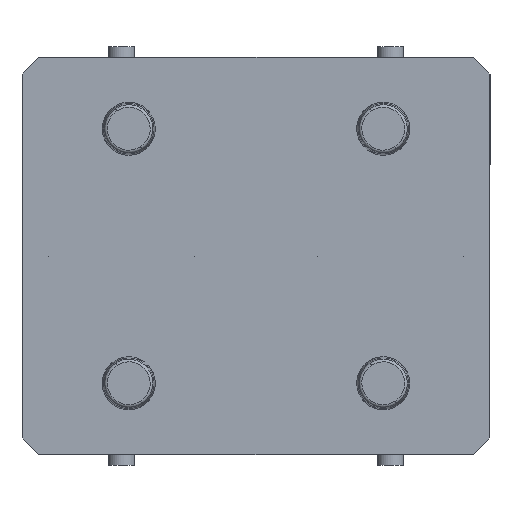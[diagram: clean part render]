
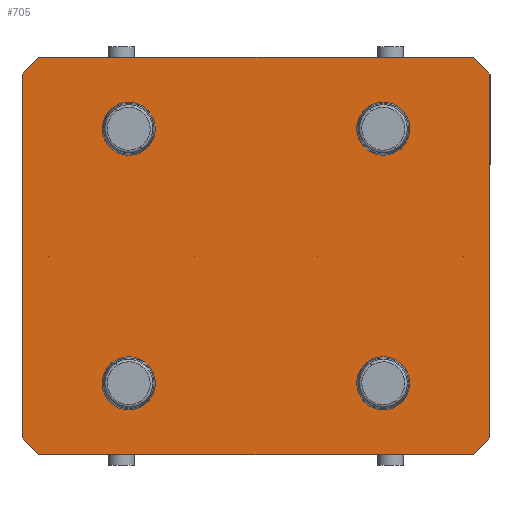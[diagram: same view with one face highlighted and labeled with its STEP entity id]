
A CAD part, front view. The second image highlights one B-rep face of the part: STEP entity #705.
In plain terms, the highlighted planar face has unit normal (0, -1, 0).
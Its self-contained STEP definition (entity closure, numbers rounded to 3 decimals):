
#54 = EDGE_CURVE ( 'NONE', #1994, #8065, #6109, .T. ) ;
#75 = FACE_OUTER_BOUND ( 'NONE', #4390, .T. ) ;
#78 = DIRECTION ( 'NONE',  ( 0., 1., 0. ) ) ;
#132 = CARTESIAN_POINT ( 'NONE',  ( 88.265, 0., 75. ) ) ;
#156 = CARTESIAN_POINT ( 'NONE',  ( -81.915, 0., -75. ) ) ;
#207 = FACE_BOUND ( 'NONE', #3936, .T. ) ;
#346 = ORIENTED_EDGE ( 'NONE', *, *, #5427, .T. ) ;
#399 = ORIENTED_EDGE ( 'NONE', *, *, #2835, .F. ) ;
#478 = ORIENTED_EDGE ( 'NONE', *, *, #502, .F. ) ;
#502 = EDGE_CURVE ( 'NONE', #8345, #7694, #9451, .T. ) ;
#532 = EDGE_CURVE ( 'NONE', #7737, #7153, #2827, .T. ) ;
#689 = ORIENTED_EDGE ( 'NONE', *, *, #54, .F. ) ;
#705 = ADVANCED_FACE ( 'NONE', ( #5872, #2318, #207, #5005, #75 ), #4103, .F. ) ;
#742 = DIRECTION ( 'NONE',  ( 0., 0., -1. ) ) ;
#903 = DIRECTION ( 'NONE',  ( -0.707, 0., 0.707 ) ) ;
#908 = VERTEX_POINT ( 'NONE', #2662 ) ;
#942 = DIRECTION ( 'NONE',  ( 0., 0., -1. ) ) ;
#971 = VERTEX_POINT ( 'NONE', #4473 ) ;
#973 = VERTEX_POINT ( 'NONE', #10059 ) ;
#1045 = EDGE_CURVE ( 'NONE', #971, #5397, #5461, .T. ) ;
#1157 = CARTESIAN_POINT ( 'NONE',  ( -48., 0., 48. ) ) ;
#1506 = CARTESIAN_POINT ( 'NONE',  ( 88.265, 0., 75. ) ) ;
#1603 = CARTESIAN_POINT ( 'NONE',  ( 81.915, 0., -75. ) ) ;
#1622 = CARTESIAN_POINT ( 'NONE',  ( 0., 0., 0. ) ) ;
#1892 = DIRECTION ( 'NONE',  ( 0., 0., 1. ) ) ;
#1978 = AXIS2_PLACEMENT_3D ( 'NONE', #1622, #78, #9678 ) ;
#1994 = VERTEX_POINT ( 'NONE', #6385 ) ;
#2043 = AXIS2_PLACEMENT_3D ( 'NONE', #4775, #4734, #742 ) ;
#2151 = CARTESIAN_POINT ( 'NONE',  ( 48., 0., 48. ) ) ;
#2318 = FACE_BOUND ( 'NONE', #9426, .T. ) ;
#2562 = LINE ( 'NONE', #4230, #8572 ) ;
#2662 = CARTESIAN_POINT ( 'NONE',  ( 48., 0., -39.99 ) ) ;
#2697 = AXIS2_PLACEMENT_3D ( 'NONE', #8283, #7577, #9126 ) ;
#2730 = ORIENTED_EDGE ( 'NONE', *, *, #5262, .F. ) ;
#2768 = DIRECTION ( 'NONE',  ( 0., -1., 0. ) ) ;
#2827 = CIRCLE ( 'NONE', #6755, 8.01 ) ;
#2835 = EDGE_CURVE ( 'NONE', #4696, #7754, #2562, .T. ) ;
#2965 = DIRECTION ( 'NONE',  ( 0., 0., -1. ) ) ;
#2976 = CARTESIAN_POINT ( 'NONE',  ( -48., 0., 48. ) ) ;
#3073 = VECTOR ( 'NONE', #9737, 1000. ) ;
#3117 = VERTEX_POINT ( 'NONE', #5501 ) ;
#3223 = DIRECTION ( 'NONE',  ( 0., 0., -1. ) ) ;
#3328 = EDGE_CURVE ( 'NONE', #5397, #971, #4468, .T. ) ;
#3331 = CARTESIAN_POINT ( 'NONE',  ( 48., 0., 39.99 ) ) ;
#3409 = CARTESIAN_POINT ( 'NONE',  ( 48., 0., 48. ) ) ;
#3460 = VECTOR ( 'NONE', #903, 1000. ) ;
#3512 = CARTESIAN_POINT ( 'NONE',  ( -88.265, 0., 75. ) ) ;
#3689 = CARTESIAN_POINT ( 'NONE',  ( 88.265, 0., -68.65 ) ) ;
#3744 = CARTESIAN_POINT ( 'NONE',  ( -48., 0., -56.01 ) ) ;
#3749 = DIRECTION ( 'NONE',  ( 0., -1., 0. ) ) ;
#3837 = LINE ( 'NONE', #1603, #3073 ) ;
#3869 = ORIENTED_EDGE ( 'NONE', *, *, #7141, .F. ) ;
#3872 = VECTOR ( 'NONE', #9638, 1000. ) ;
#3884 = VECTOR ( 'NONE', #1892, 1000. ) ;
#3916 = CARTESIAN_POINT ( 'NONE',  ( 81.915, 0., 75. ) ) ;
#3936 = EDGE_LOOP ( 'NONE', ( #3869, #7879 ) ) ;
#4062 = CARTESIAN_POINT ( 'NONE',  ( -81.915, 0., 75. ) ) ;
#4103 = PLANE ( 'NONE',  #1978 ) ;
#4110 = EDGE_CURVE ( 'NONE', #6897, #7451, #4549, .T. ) ;
#4151 = DIRECTION ( 'NONE',  ( 0., -1., 0. ) ) ;
#4230 = CARTESIAN_POINT ( 'NONE',  ( 88.265, 0., -75. ) ) ;
#4332 = AXIS2_PLACEMENT_3D ( 'NONE', #2151, #3749, #2965 ) ;
#4390 = EDGE_LOOP ( 'NONE', ( #9423, #4830, #399, #7055, #7864, #4807, #478, #346 ) ) ;
#4426 = AXIS2_PLACEMENT_3D ( 'NONE', #6420, #4151, #3223 ) ;
#4468 = CIRCLE ( 'NONE', #6042, 8.01 ) ;
#4473 = CARTESIAN_POINT ( 'NONE',  ( -48., 0., 39.99 ) ) ;
#4548 = AXIS2_PLACEMENT_3D ( 'NONE', #1157, #2768, #5390 ) ;
#4549 = LINE ( 'NONE', #1506, #10296 ) ;
#4696 = VERTEX_POINT ( 'NONE', #6861 ) ;
#4734 = DIRECTION ( 'NONE',  ( 0., -1., 0. ) ) ;
#4775 = CARTESIAN_POINT ( 'NONE',  ( -48., 0., -48. ) ) ;
#4807 = ORIENTED_EDGE ( 'NONE', *, *, #7201, .T. ) ;
#4830 = ORIENTED_EDGE ( 'NONE', *, *, #6595, .T. ) ;
#5005 = FACE_BOUND ( 'NONE', #5444, .T. ) ;
#5014 = ORIENTED_EDGE ( 'NONE', *, *, #3328, .F. ) ;
#5023 = CARTESIAN_POINT ( 'NONE',  ( -81.915, 0., 75. ) ) ;
#5047 = DIRECTION ( 'NONE',  ( -1., 0., 0. ) ) ;
#5099 = AXIS2_PLACEMENT_3D ( 'NONE', #6243, #8818, #8992 ) ;
#5262 = EDGE_CURVE ( 'NONE', #7153, #7737, #6785, .T. ) ;
#5390 = DIRECTION ( 'NONE',  ( 0., 0., -1. ) ) ;
#5397 = VERTEX_POINT ( 'NONE', #9557 ) ;
#5427 = EDGE_CURVE ( 'NONE', #8345, #3117, #5640, .T. ) ;
#5444 = EDGE_LOOP ( 'NONE', ( #2730, #10271 ) ) ;
#5458 = VECTOR ( 'NONE', #5870, 1000. ) ;
#5461 = CIRCLE ( 'NONE', #4548, 8.01 ) ;
#5464 = CIRCLE ( 'NONE', #4426, 8.01 ) ;
#5501 = CARTESIAN_POINT ( 'NONE',  ( -88.265, 0., 68.65 ) ) ;
#5640 = LINE ( 'NONE', #4062, #3872 ) ;
#5733 = CARTESIAN_POINT ( 'NONE',  ( 88.265, 0., 68.65 ) ) ;
#5870 = DIRECTION ( 'NONE',  ( 1., 0., 0. ) ) ;
#5872 = FACE_BOUND ( 'NONE', #7407, .T. ) ;
#5903 = DIRECTION ( 'NONE',  ( 0., -1., 0. ) ) ;
#6042 = AXIS2_PLACEMENT_3D ( 'NONE', #2976, #6333, #9472 ) ;
#6109 = CIRCLE ( 'NONE', #2697, 8.01 ) ;
#6243 = CARTESIAN_POINT ( 'NONE',  ( 48., 0., -48. ) ) ;
#6266 = CIRCLE ( 'NONE', #2043, 8.01 ) ;
#6333 = DIRECTION ( 'NONE',  ( 0., -1., 0. ) ) ;
#6359 = CARTESIAN_POINT ( 'NONE',  ( -88.265, 0., -68.65 ) ) ;
#6385 = CARTESIAN_POINT ( 'NONE',  ( -48., 0., -39.99 ) ) ;
#6420 = CARTESIAN_POINT ( 'NONE',  ( 48., 0., -48. ) ) ;
#6494 = LINE ( 'NONE', #6359, #8367 ) ;
#6595 = EDGE_CURVE ( 'NONE', #7405, #7754, #6494, .T. ) ;
#6755 = AXIS2_PLACEMENT_3D ( 'NONE', #3409, #5903, #942 ) ;
#6785 = CIRCLE ( 'NONE', #4332, 8.01 ) ;
#6852 = CIRCLE ( 'NONE', #5099, 8.01 ) ;
#6861 = CARTESIAN_POINT ( 'NONE',  ( 81.915, 0., -75. ) ) ;
#6897 = VERTEX_POINT ( 'NONE', #6985 ) ;
#6985 = CARTESIAN_POINT ( 'NONE',  ( 88.265, 0., 68.65 ) ) ;
#7055 = ORIENTED_EDGE ( 'NONE', *, *, #7204, .T. ) ;
#7141 = EDGE_CURVE ( 'NONE', #973, #908, #6852, .T. ) ;
#7153 = VERTEX_POINT ( 'NONE', #3331 ) ;
#7174 = EDGE_CURVE ( 'NONE', #908, #973, #5464, .T. ) ;
#7201 = EDGE_CURVE ( 'NONE', #6897, #7694, #9456, .T. ) ;
#7204 = EDGE_CURVE ( 'NONE', #4696, #7451, #3837, .T. ) ;
#7405 = VERTEX_POINT ( 'NONE', #7686 ) ;
#7407 = EDGE_LOOP ( 'NONE', ( #10303, #5014 ) ) ;
#7451 = VERTEX_POINT ( 'NONE', #3689 ) ;
#7577 = DIRECTION ( 'NONE',  ( 0., -1., 0. ) ) ;
#7686 = CARTESIAN_POINT ( 'NONE',  ( -88.265, 0., -68.65 ) ) ;
#7694 = VERTEX_POINT ( 'NONE', #3916 ) ;
#7737 = VERTEX_POINT ( 'NONE', #8768 ) ;
#7754 = VERTEX_POINT ( 'NONE', #156 ) ;
#7864 = ORIENTED_EDGE ( 'NONE', *, *, #4110, .F. ) ;
#7879 = ORIENTED_EDGE ( 'NONE', *, *, #7174, .F. ) ;
#8065 = VERTEX_POINT ( 'NONE', #3744 ) ;
#8283 = CARTESIAN_POINT ( 'NONE',  ( -48., 0., -48. ) ) ;
#8345 = VERTEX_POINT ( 'NONE', #5023 ) ;
#8367 = VECTOR ( 'NONE', #8727, 1000. ) ;
#8572 = VECTOR ( 'NONE', #5047, 1000. ) ;
#8686 = DIRECTION ( 'NONE',  ( 0., 0., -1. ) ) ;
#8727 = DIRECTION ( 'NONE',  ( 0.707, 0., -0.707 ) ) ;
#8768 = CARTESIAN_POINT ( 'NONE',  ( 48., 0., 56.01 ) ) ;
#8818 = DIRECTION ( 'NONE',  ( 0., -1., 0. ) ) ;
#8992 = DIRECTION ( 'NONE',  ( 0., 0., -1. ) ) ;
#9126 = DIRECTION ( 'NONE',  ( 0., 0., -1. ) ) ;
#9423 = ORIENTED_EDGE ( 'NONE', *, *, #9754, .F. ) ;
#9426 = EDGE_LOOP ( 'NONE', ( #9966, #689 ) ) ;
#9451 = LINE ( 'NONE', #132, #5458 ) ;
#9456 = LINE ( 'NONE', #5733, #3460 ) ;
#9472 = DIRECTION ( 'NONE',  ( 0., 0., -1. ) ) ;
#9557 = CARTESIAN_POINT ( 'NONE',  ( -48., 0., 56.01 ) ) ;
#9638 = DIRECTION ( 'NONE',  ( -0.707, 0., -0.707 ) ) ;
#9678 = DIRECTION ( 'NONE',  ( 0., 0., 1. ) ) ;
#9737 = DIRECTION ( 'NONE',  ( 0.707, 0., 0.707 ) ) ;
#9754 = EDGE_CURVE ( 'NONE', #7405, #3117, #9906, .T. ) ;
#9900 = EDGE_CURVE ( 'NONE', #8065, #1994, #6266, .T. ) ;
#9906 = LINE ( 'NONE', #3512, #3884 ) ;
#9966 = ORIENTED_EDGE ( 'NONE', *, *, #9900, .F. ) ;
#10059 = CARTESIAN_POINT ( 'NONE',  ( 48., 0., -56.01 ) ) ;
#10271 = ORIENTED_EDGE ( 'NONE', *, *, #532, .F. ) ;
#10296 = VECTOR ( 'NONE', #8686, 1000. ) ;
#10303 = ORIENTED_EDGE ( 'NONE', *, *, #1045, .F. ) ;
